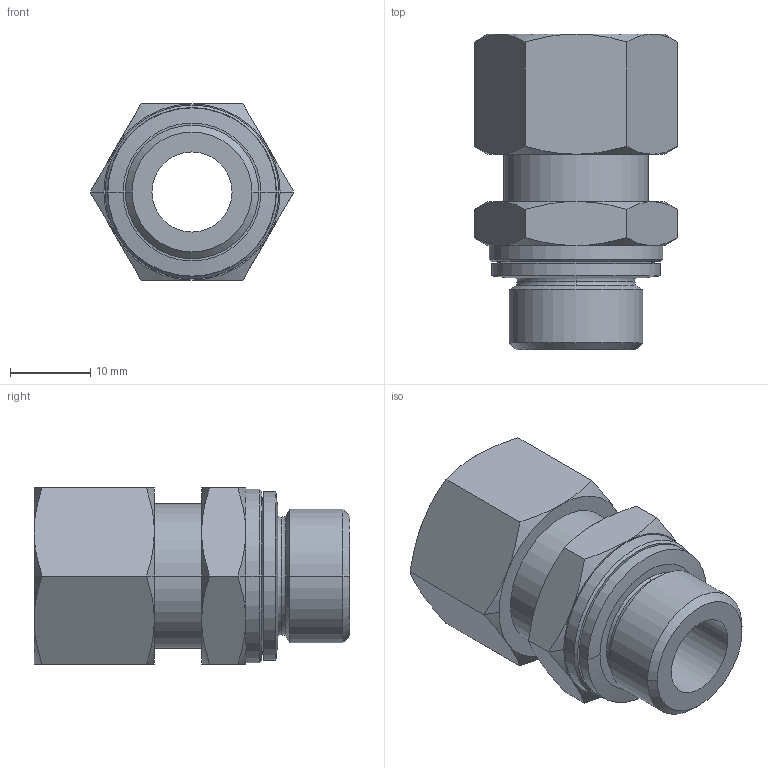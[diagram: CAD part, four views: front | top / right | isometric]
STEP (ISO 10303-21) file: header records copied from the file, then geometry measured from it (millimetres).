
FILE_DESCRIPTION(('STEP AP214'),'1');
FILE_NAME('0101_12_17_39.stp','2016-07-07T14:58:30',('TraceParts'),('TraceParts S.A.'),'Spatial InterOp 3D',' ',' ');
FILE_SCHEMA(('automotive_design'));
Length unit declared in the file: millimetre
Products named in the file (1): 1
Bounding box: 25.4 x 39.4 x 22 mm (x, y, z)
Volume: 9655.9 mm3; surface area: 5131.8 mm2
Topology: 1 solids, 1 shells, 78 faces, 167 edges, 97 vertices
Faces by surface type: cone 42, plane 20, cylinder 12, torus 4
Entity records: 2151 total; most frequent: CARTESIAN_POINT 535, DIRECTION 354, ORIENTED_EDGE 334, EDGE_CURVE 167, AXIS2_PLACEMENT_3D 156, VERTEX_POINT 97, EDGE_LOOP 86, ADVANCED_FACE 78
